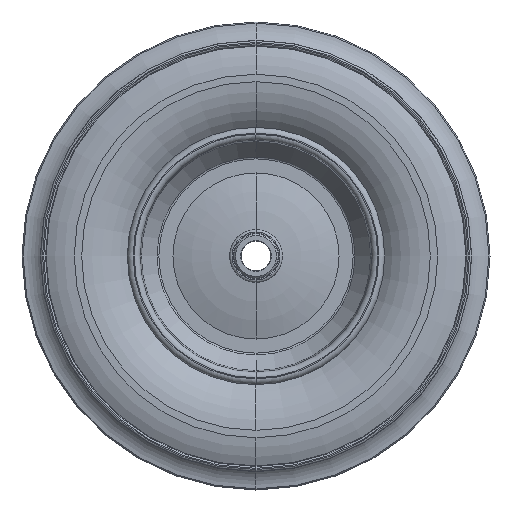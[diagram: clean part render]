
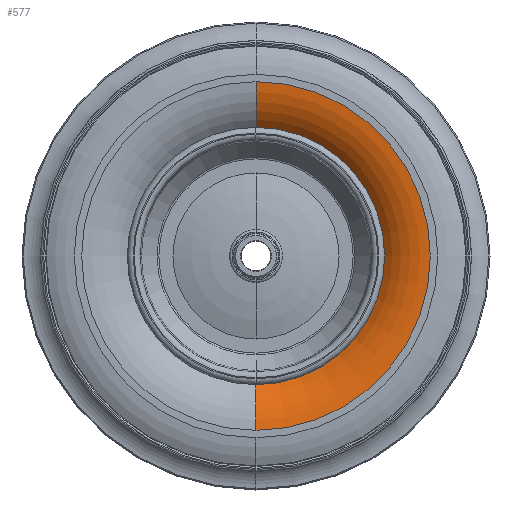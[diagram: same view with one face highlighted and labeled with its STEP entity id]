
A CAD part, front view. The second image highlights one B-rep face of the part: STEP entity #577.
In plain terms, the highlighted toroidal (fillet/blend) face has major radius 152.168 mm and minor radius 58.199 mm.
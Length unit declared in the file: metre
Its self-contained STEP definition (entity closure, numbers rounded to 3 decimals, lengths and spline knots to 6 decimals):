
#577=ADVANCED_FACE('3:5893',(#919),#920,.T.);
#919=FACE_OUTER_BOUND('',#1482,.T.);
#920=TOROIDAL_SURFACE('',#1483,0.152168,0.058199);
#1482=EDGE_LOOP('',(#2059,#2060,#2061,#2062));
#1483=AXIS2_PLACEMENT_3D('',#2063,#2064,#2065);
#2059=ORIENTED_EDGE('',*,*,#4072,.F.);
#2060=ORIENTED_EDGE('',*,*,#4073,.T.);
#2061=ORIENTED_EDGE('',*,*,#4074,.F.);
#2062=ORIENTED_EDGE('',*,*,#4071,.F.);
#2063=CARTESIAN_POINT('',(0.0,0.008113,0.0));
#2064=DIRECTION('',(0.0,-1.0,0.0));
#2065=DIRECTION('',(0.0,0.0,-1.0));
#4071=EDGE_CURVE('3:6034',#4761,#4757,#4763,.T.);
#4072=EDGE_CURVE('',#4764,#4761,#4765,.T.);
#4073=EDGE_CURVE('3:6031',#4764,#4766,#4767,.T.);
#4074=EDGE_CURVE('',#4757,#4766,#4768,.T.);
#4757=VERTEX_POINT('',#5761);
#4761=VERTEX_POINT('',#5766);
#4763=CIRCLE('',#5769,0.11);
#4764=VERTEX_POINT('',#5770);
#4765=CIRCLE('',#5771,0.058199);
#4766=VERTEX_POINT('',#5772);
#4767=CIRCLE('',#5773,0.148997);
#4768=CIRCLE('',#5774,0.058199);
#5761=CARTESIAN_POINT('',(0.0,-0.032,0.11));
#5766=CARTESIAN_POINT('',(0.,-0.032,-0.11));
#5769=AXIS2_PLACEMENT_3D('',#7041,#7042,#7043);
#5770=CARTESIAN_POINT('',(0.,-0.05,-0.148997));
#5771=AXIS2_PLACEMENT_3D('',#7044,#7045,#7046);
#5772=CARTESIAN_POINT('',(0.0,-0.05,0.148997));
#5773=AXIS2_PLACEMENT_3D('',#7047,#7048,#7049);
#5774=AXIS2_PLACEMENT_3D('',#7050,#7051,#7052);
#7041=CARTESIAN_POINT('',(0.0,-0.032,0.0));
#7042=DIRECTION('',(0.0,-1.0,0.0));
#7043=DIRECTION('',(0.0,0.0,1.0));
#7044=CARTESIAN_POINT('',(0.,0.008113,-0.152168));
#7045=DIRECTION('',(-1.0,-0.0,0.));
#7046=DIRECTION('',(0.,0.0,-1.0));
#7047=CARTESIAN_POINT('',(0.0,-0.05,0.0));
#7048=DIRECTION('',(0.0,-1.0,0.0));
#7049=DIRECTION('',(0.0,0.0,1.0));
#7050=CARTESIAN_POINT('',(0.,0.008113,0.152168));
#7051=DIRECTION('',(-1.0,-0.0,0.));
#7052=DIRECTION('',(0.,0.0,1.0));
